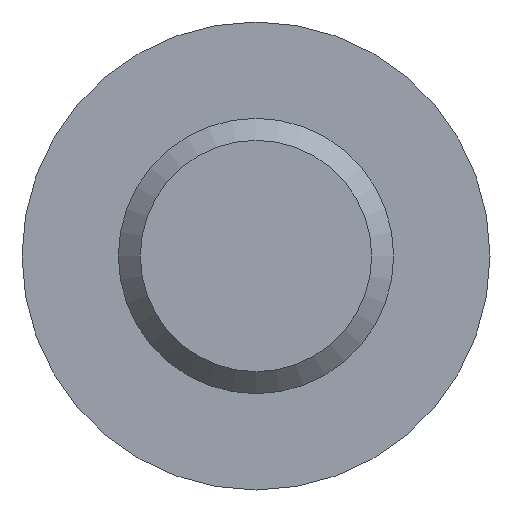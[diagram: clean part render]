
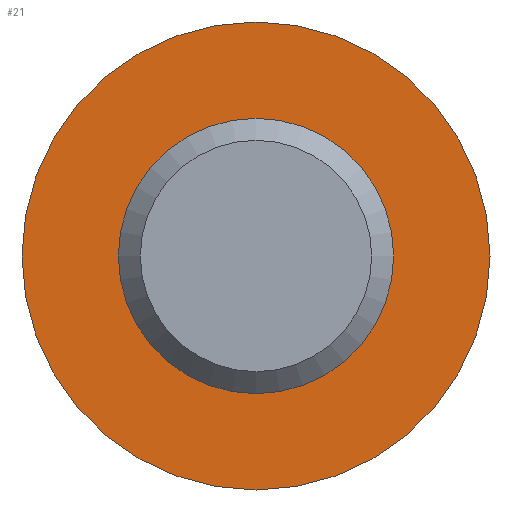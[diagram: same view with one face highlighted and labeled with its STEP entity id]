
A CAD part, front view. The second image highlights one B-rep face of the part: STEP entity #21.
In plain terms, the highlighted planar face has unit normal (0, -1, 0).
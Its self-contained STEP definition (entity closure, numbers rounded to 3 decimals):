
#20 = DIRECTION ( 'NONE',  ( 0., 0., -1. ) ) ;
#21 = ADVANCED_FACE ( 'NONE', ( #36, #80 ), #492, .F. ) ;
#36 = FACE_BOUND ( 'NONE', #372, .T. ) ;
#57 = DIRECTION ( 'NONE',  ( 0., 0., -1. ) ) ;
#80 = FACE_OUTER_BOUND ( 'NONE', #408, .T. ) ;
#92 = CARTESIAN_POINT ( 'NONE',  ( 0., 10., 0. ) ) ;
#100 = CARTESIAN_POINT ( 'NONE',  ( 0., 10., -2.5 ) ) ;
#110 = DIRECTION ( 'NONE',  ( 0., 1., 0. ) ) ;
#141 = CARTESIAN_POINT ( 'NONE',  ( 0., 10., -4.25 ) ) ;
#154 = CIRCLE ( 'NONE', #319, 4.25 ) ;
#206 = CARTESIAN_POINT ( 'NONE',  ( 0., 10., 0. ) ) ;
#239 = ORIENTED_EDGE ( 'NONE', *, *, #467, .T. ) ;
#249 = DIRECTION ( 'NONE',  ( 0., 0., 1. ) ) ;
#260 = DIRECTION ( 'NONE',  ( 0., -1., 0. ) ) ;
#319 = AXIS2_PLACEMENT_3D ( 'NONE', #206, #260, #20 ) ;
#351 = VERTEX_POINT ( 'NONE', #141 ) ;
#372 = EDGE_LOOP ( 'NONE', ( #409 ) ) ;
#392 = AXIS2_PLACEMENT_3D ( 'NONE', #461, #110, #249 ) ;
#408 = EDGE_LOOP ( 'NONE', ( #239 ) ) ;
#409 = ORIENTED_EDGE ( 'NONE', *, *, #526, .F. ) ;
#419 = DIRECTION ( 'NONE',  ( 0., -1., 0. ) ) ;
#430 = AXIS2_PLACEMENT_3D ( 'NONE', #92, #419, #57 ) ;
#461 = CARTESIAN_POINT ( 'NONE',  ( -2.5, 10., 0. ) ) ;
#467 = EDGE_CURVE ( 'NONE', #351, #351, #154, .T. ) ;
#480 = VERTEX_POINT ( 'NONE', #100 ) ;
#492 = PLANE ( 'NONE',  #392 ) ;
#514 = CIRCLE ( 'NONE', #430, 2.5 ) ;
#526 = EDGE_CURVE ( 'NONE', #480, #480, #514, .T. ) ;
